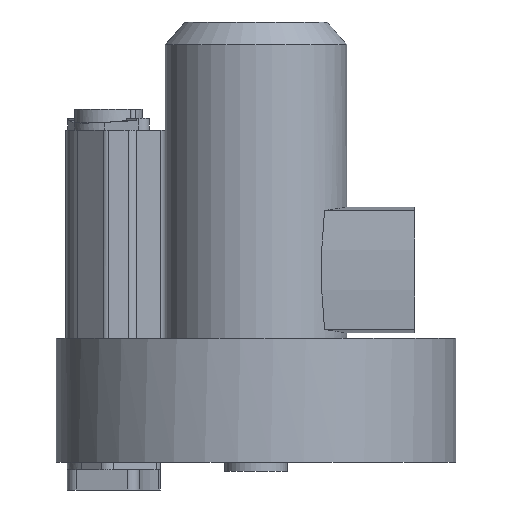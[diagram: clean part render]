
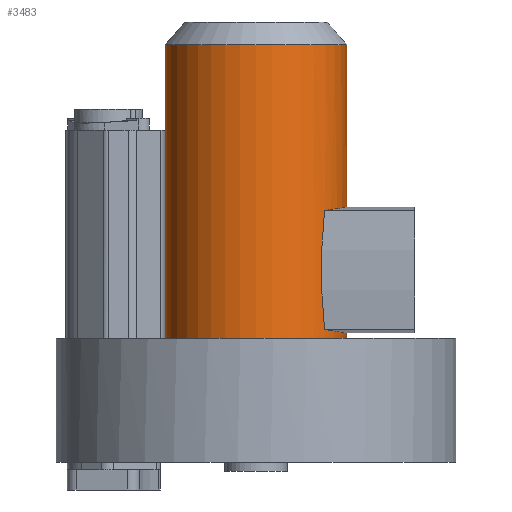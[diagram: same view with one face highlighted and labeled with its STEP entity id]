
A CAD part, front view. The second image highlights one B-rep face of the part: STEP entity #3483.
In plain terms, the highlighted cylindrical face has radius 88.5 mm (diameter 177 mm), a partial arc.
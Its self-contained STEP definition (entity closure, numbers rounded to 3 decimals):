
#369=CARTESIAN_POINT('',(0.,0.,90.));
#370=DIRECTION('',(0.,0.,1.));
#371=DIRECTION('',(-1.,0.,0.));
#372=AXIS2_PLACEMENT_3D('',#369,#370,#371);
#1044=DIRECTION('',(0.,0.,1.));
#1045=VECTOR('',#1044,5.314);
#1046=CARTESIAN_POINT('',(88.5,0.,90.));
#1047=LINE('',#1046,#1045);
#1070=DIRECTION('',(0.,0.,1.));
#1071=VECTOR('',#1070,158.614);
#1072=CARTESIAN_POINT('',(88.5,0.,218.086));
#1073=LINE('',#1072,#1071);
#1079=DIRECTION('',(0.,0.,1.));
#1080=VECTOR('',#1079,286.7);
#1081=CARTESIAN_POINT('',(-88.5,0.,90.));
#1082=LINE('',#1081,#1080);
#1083=CARTESIAN_POINT('',(0.,0.,376.7));
#1084=DIRECTION('',(0.,0.,1.));
#1085=DIRECTION('',(-1.,0.,0.));
#1086=AXIS2_PLACEMENT_3D('',#1083,#1084,#1085);
#1088=CARTESIAN_POINT('',(88.5,0.,218.086));
#1089=CARTESIAN_POINT('',(88.5,-4.202,218.086));
#1090=CARTESIAN_POINT('',(87.903,-12.632,217.98));
#1091=CARTESIAN_POINT('',(85.169,-25.159,217.503));
#1092=CARTESIAN_POINT('',(80.683,-37.105,216.752));
#1093=CARTESIAN_POINT('',(74.534,-48.271,215.788));
#1094=CARTESIAN_POINT('',(69.533,-54.903,215.072));
#1095=CARTESIAN_POINT('',(66.837,-58.009,214.709));
#1097=CARTESIAN_POINT('',(66.837,-58.009,214.709));
#1098=CARTESIAN_POINT('',(65.536,-59.509,201.873));
#1099=CARTESIAN_POINT('',(63.636,-61.509,176.181));
#1100=CARTESIAN_POINT('',(63.634,-61.51,137.247));
#1101=CARTESIAN_POINT('',(65.534,-59.51,111.539));
#1102=CARTESIAN_POINT('',(66.837,-58.009,98.691));
#1104=CARTESIAN_POINT('',(66.837,-58.009,98.691));
#1105=CARTESIAN_POINT('',(69.522,-54.916,98.33));
#1106=CARTESIAN_POINT('',(74.512,-48.303,97.615));
#1107=CARTESIAN_POINT('',(80.672,-37.131,96.649));
#1108=CARTESIAN_POINT('',(85.166,-25.172,95.897));
#1109=CARTESIAN_POINT('',(87.905,-12.623,95.42));
#1110=CARTESIAN_POINT('',(88.5,-4.197,95.314));
#1111=CARTESIAN_POINT('',(88.5,0.,95.314));
#2038=CARTESIAN_POINT('',(88.5,0.,90.));
#2039=CARTESIAN_POINT('',(-88.5,0.,90.));
#2040=VERTEX_POINT('',#2038);
#2041=VERTEX_POINT('',#2039);
#2046=CARTESIAN_POINT('',(-88.5,0.,376.7));
#2047=CARTESIAN_POINT('',(88.5,0.,376.7));
#2048=VERTEX_POINT('',#2046);
#2049=VERTEX_POINT('',#2047);
#2050=CARTESIAN_POINT('',(88.5,0.,95.314));
#2051=VERTEX_POINT('',#2050);
#2052=CARTESIAN_POINT('',(88.5,0.,218.086));
#2053=VERTEX_POINT('',#2052);
#2066=VERTEX_POINT('',#1095);
#2067=VERTEX_POINT('',#1102);
#3464=CARTESIAN_POINT('',(0.,0.,90.));
#3465=DIRECTION('',(0.,0.,1.));
#3466=DIRECTION('',(1.,0.,0.));
#3467=AXIS2_PLACEMENT_3D('',#3464,#3465,#3466);
#3468=CYLINDRICAL_SURFACE('',#3467,88.5);
#3469=ORIENTED_EDGE('',*,*,#3446,.F.);
#3470=ORIENTED_EDGE('',*,*,#2356,.F.);
#3471=ORIENTED_EDGE('',*,*,#3458,.T.);
#3473=ORIENTED_EDGE('',*,*,#3472,.T.);
#3474=ORIENTED_EDGE('',*,*,#3454,.F.);
#3476=ORIENTED_EDGE('',*,*,#3475,.T.);
#3478=ORIENTED_EDGE('',*,*,#3477,.T.);
#3480=ORIENTED_EDGE('',*,*,#3479,.T.);
#3481=EDGE_LOOP('',(#3469,#3470,#3471,#3473,#3474,#3476,#3478,#3480));
#3482=FACE_OUTER_BOUND('',#3481,.F.);
#3483=ADVANCED_FACE('',(#3482),#3468,.T.);
#373=CIRCLE('',#372,88.5);
#1087=CIRCLE('',#1086,88.5);
#1096=B_SPLINE_CURVE_WITH_KNOTS('',3,(#1088,#1089,#1090,#1091,#1092,#1093,#1094,
#1095),.UNSPECIFIED.,.F.,.F.,(4,1,1,1,1,4),(0.,0.2,0.4,0.6,0.8,1.),
.UNSPECIFIED.);
#1103=B_SPLINE_CURVE_WITH_KNOTS('',3,(#1097,#1098,#1099,#1100,#1101,#1102),
.UNSPECIFIED.,.F.,.F.,(4,1,1,4),(0.,0.333,0.667,1.),
.UNSPECIFIED.);
#1112=B_SPLINE_CURVE_WITH_KNOTS('',3,(#1104,#1105,#1106,#1107,#1108,#1109,#1110,
#1111),.UNSPECIFIED.,.F.,.F.,(4,1,1,1,1,4),(0.,0.2,0.4,0.6,0.8,1.),
.UNSPECIFIED.);
#2356=EDGE_CURVE('',#2041,#2040,#373,.T.);
#3446=EDGE_CURVE('',#2040,#2051,#1047,.T.);
#3454=EDGE_CURVE('',#2053,#2049,#1073,.T.);
#3458=EDGE_CURVE('',#2041,#2048,#1082,.T.);
#3472=EDGE_CURVE('',#2048,#2049,#1087,.T.);
#3475=EDGE_CURVE('',#2053,#2066,#1096,.T.);
#3477=EDGE_CURVE('',#2066,#2067,#1103,.T.);
#3479=EDGE_CURVE('',#2067,#2051,#1112,.T.);
